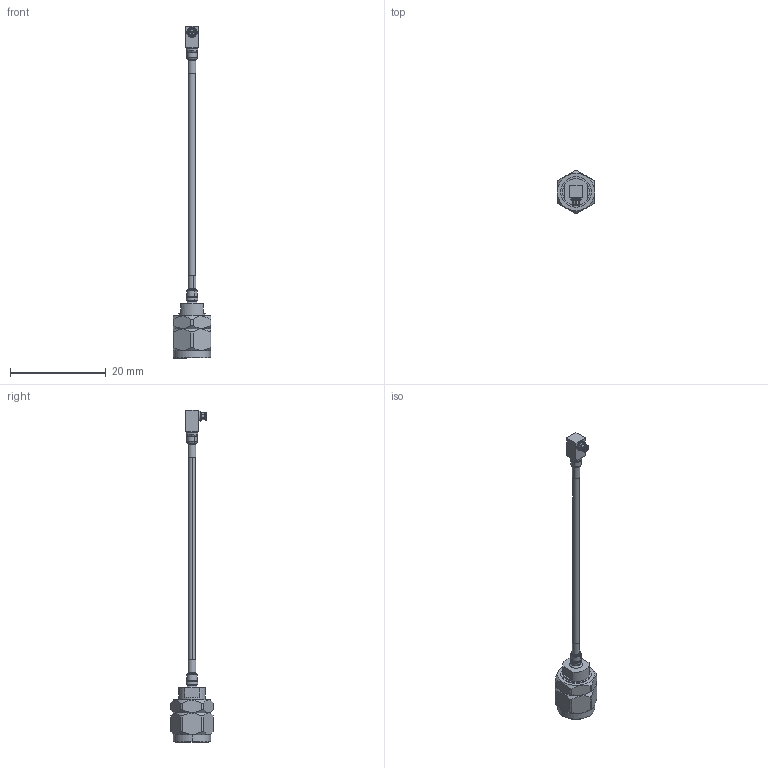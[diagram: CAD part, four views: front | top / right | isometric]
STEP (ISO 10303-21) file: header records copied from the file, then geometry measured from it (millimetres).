
FILE_DESCRIPTION (( 'STEP AP214' ), '1' );
FILE_NAME ('FMCA9960_3D.step', '2023-09-25T22:13:27', ( '' ), ( '' ), 'SwSTEP 2.0', 'SolidWorks 2022', '' );
FILE_SCHEMA (( 'AUTOMOTIVE_DESIGN' ));
Length unit declared in the file: inch
Products named in the file (5): Copy of 047_HeatShrink^FMCA9960; FMCA9960_3D; Copy of PE45411^FMCA9960; Copy of PE45894^FMCA9960; Copy of PE-P047 Cable New^FMCA9960
Assembly tree (5 placements, depth 2):
  FMCA9960_3D
    Copy of PE-P047 Cable New^FMCA9960
    Copy of PE45894^FMCA9960
    Copy of PE45411^FMCA9960
    Copy of 047_HeatShrink^FMCA9960  x2
Bounding box: 7.92 x 8.88 x 69.29 mm (x, y, z)
Volume: 530.4 mm3; surface area: 1041.6 mm2
Topology: 7 solids, 7 shells, 269 faces, 658 edges, 420 vertices
Faces by surface type: cylinder 103, plane 92, cone 39, torus 32, bspline 3
Entity records: 9415 total; most frequent: CARTESIAN_POINT 3147, DIRECTION 1287, ORIENTED_EDGE 1236, EDGE_CURVE 618, AXIS2_PLACEMENT_3D 524, VERTEX_POINT 400, EDGE_LOOP 280, CIRCLE 270
